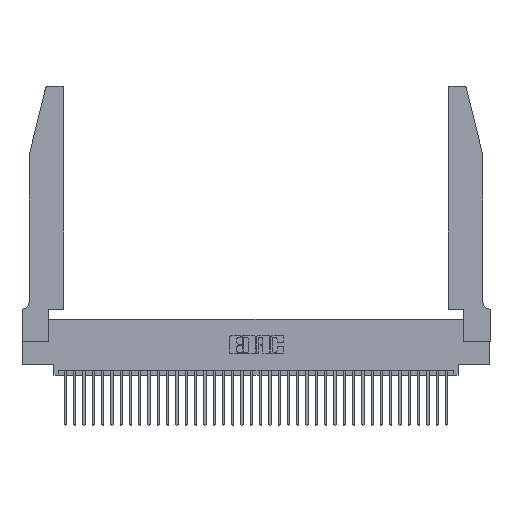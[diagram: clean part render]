
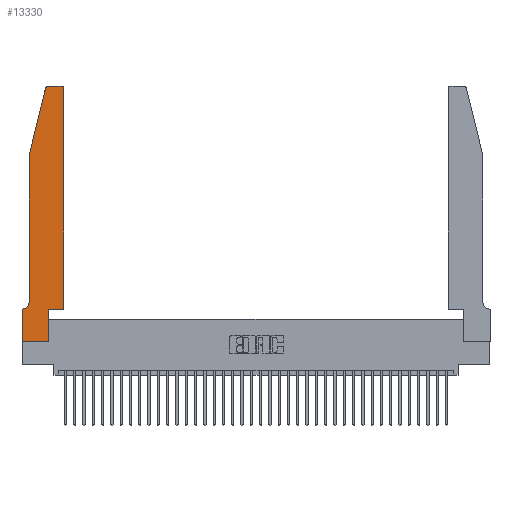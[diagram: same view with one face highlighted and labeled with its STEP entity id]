
A CAD part, top view. The second image highlights one B-rep face of the part: STEP entity #13330.
In plain terms, the highlighted planar face has unit normal (0, 0, 1).
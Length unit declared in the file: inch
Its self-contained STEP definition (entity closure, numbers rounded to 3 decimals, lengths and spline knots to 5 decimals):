
#123 = CARTESIAN_POINT ( 'NONE',  ( 0., 0., 0.37 ) ) ;
#261 = CARTESIAN_POINT ( 'NONE',  ( 0.4205, 2.72, 0.37 ) ) ;
#598 = LINE ( 'NONE', #37856, #12561 ) ;
#1402 = FACE_OUTER_BOUND ( 'NONE', #33575, .T. ) ;
#1665 = VECTOR ( 'NONE', #4852, 39.37008 ) ;
#2366 = AXIS2_PLACEMENT_3D ( 'NONE', #4886, #19640, #16937 ) ;
#2705 = ORIENTED_EDGE ( 'NONE', *, *, #3230, .T. ) ;
#2772 = EDGE_CURVE ( 'NONE', #22988, #3395, #30405, .T. ) ;
#3158 = DIRECTION ( 'NONE',  ( -0.239, -0.971, 0. ) ) ;
#3230 = EDGE_CURVE ( 'NONE', #7140, #22988, #34079, .T. ) ;
#3395 = VERTEX_POINT ( 'NONE', #123 ) ;
#3779 = CARTESIAN_POINT ( 'NONE',  ( 0.2865, 0.35, 0.37 ) ) ;
#4410 = CARTESIAN_POINT ( 'NONE',  ( 0.0755, 2., 0.37 ) ) ;
#4552 = VECTOR ( 'NONE', #35857, 39.37008 ) ;
#4852 = DIRECTION ( 'NONE',  ( 0., 1., 0. ) ) ;
#4865 = EDGE_CURVE ( 'NONE', #17350, #11918, #18409, .T. ) ;
#4886 = CARTESIAN_POINT ( 'NONE',  ( 0.284, 2.72, 0.37 ) ) ;
#4968 = EDGE_CURVE ( 'NONE', #3395, #10148, #21585, .T. ) ;
#5521 = CIRCLE ( 'NONE', #2366, 0.03 ) ;
#6457 = VECTOR ( 'NONE', #23256, 39.37008 ) ;
#7140 = VERTEX_POINT ( 'NONE', #37159 ) ;
#7348 = ORIENTED_EDGE ( 'NONE', *, *, #14713, .T. ) ;
#7590 = EDGE_CURVE ( 'NONE', #12031, #17350, #20958, .T. ) ;
#7664 = CARTESIAN_POINT ( 'NONE',  ( 0.4505, 0.35, 0.37 ) ) ;
#8252 = CARTESIAN_POINT ( 'NONE',  ( 0.284, 2.75, 0.37 ) ) ;
#8362 = CARTESIAN_POINT ( 'NONE',  ( 0.2865, 0.35, 0.37 ) ) ;
#8487 = CARTESIAN_POINT ( 'NONE',  ( 0.0755, 2., 0.37 ) ) ;
#8869 = CARTESIAN_POINT ( 'NONE',  ( 0., 0.35, 0.37 ) ) ;
#9355 = AXIS2_PLACEMENT_3D ( 'NONE', #11134, #31532, #14074 ) ;
#10010 = LINE ( 'NONE', #3779, #4552 ) ;
#10148 = VERTEX_POINT ( 'NONE', #25217 ) ;
#10320 = LINE ( 'NONE', #24325, #20906 ) ;
#10885 = CARTESIAN_POINT ( 'NONE',  ( 0.4205, 2.75, 0.37 ) ) ;
#10969 = VERTEX_POINT ( 'NONE', #8252 ) ;
#11009 = ORIENTED_EDGE ( 'NONE', *, *, #28890, .T. ) ;
#11134 = CARTESIAN_POINT ( 'NONE',  ( 0.0055, 0.42, 0.37 ) ) ;
#11918 = VERTEX_POINT ( 'NONE', #10885 ) ;
#11948 = DIRECTION ( 'NONE',  ( 1., 0., 0. ) ) ;
#12031 = VERTEX_POINT ( 'NONE', #34733 ) ;
#12124 = ORIENTED_EDGE ( 'NONE', *, *, #7590, .T. ) ;
#12413 = ORIENTED_EDGE ( 'NONE', *, *, #28838, .T. ) ;
#12528 = CARTESIAN_POINT ( 'NONE',  ( 0.25487, 2.72718, 0.37 ) ) ;
#12561 = VECTOR ( 'NONE', #29176, 39.37008 ) ;
#13293 = VERTEX_POINT ( 'NONE', #8487 ) ;
#13330 = ADVANCED_FACE ( 'NONE', ( #1402 ), #16950, .T. ) ;
#14074 = DIRECTION ( 'NONE',  ( -1., 0., 0. ) ) ;
#14713 = EDGE_CURVE ( 'NONE', #11918, #10969, #598, .T. ) ;
#14727 = CARTESIAN_POINT ( 'NONE',  ( 0.4505, 2.72, 0.37 ) ) ;
#14893 = DIRECTION ( 'NONE',  ( 1., 0., 0. ) ) ;
#14929 = ORIENTED_EDGE ( 'NONE', *, *, #29113, .T. ) ;
#15143 = ORIENTED_EDGE ( 'NONE', *, *, #2772, .T. ) ;
#15357 = VECTOR ( 'NONE', #3158, 39.37008 ) ;
#15985 = VERTEX_POINT ( 'NONE', #8362 ) ;
#16937 = DIRECTION ( 'NONE',  ( 1., 0., 0. ) ) ;
#16950 = PLANE ( 'NONE',  #17399 ) ;
#17350 = VERTEX_POINT ( 'NONE', #14727 ) ;
#17399 = AXIS2_PLACEMENT_3D ( 'NONE', #8869, #26221, #11948 ) ;
#17734 = ORIENTED_EDGE ( 'NONE', *, *, #37776, .T. ) ;
#18376 = LINE ( 'NONE', #4410, #28883 ) ;
#18409 = CIRCLE ( 'NONE', #20342, 0.03 ) ;
#18897 = DIRECTION ( 'NONE',  ( 0., -1., 0. ) ) ;
#19640 = DIRECTION ( 'NONE',  ( 0., 0., 1. ) ) ;
#20342 = AXIS2_PLACEMENT_3D ( 'NONE', #261, #32393, #14893 ) ;
#20906 = VECTOR ( 'NONE', #35896, 39.37008 ) ;
#20958 = LINE ( 'NONE', #7664, #1665 ) ;
#21585 = LINE ( 'NONE', #25302, #6457 ) ;
#21647 = CARTESIAN_POINT ( 'NONE',  ( 0.0755, 0.42, 0.37 ) ) ;
#21731 = CARTESIAN_POINT ( 'NONE',  ( 0., 0., 0.37 ) ) ;
#21755 = VECTOR ( 'NONE', #25316, 39.37008 ) ;
#22988 = VERTEX_POINT ( 'NONE', #34427 ) ;
#23256 = DIRECTION ( 'NONE',  ( 1., 0., 0. ) ) ;
#24325 = CARTESIAN_POINT ( 'NONE',  ( 0.4505, 0.35, 0.37 ) ) ;
#24556 = ORIENTED_EDGE ( 'NONE', *, *, #36766, .T. ) ;
#25217 = CARTESIAN_POINT ( 'NONE',  ( 0.2865, 0., 0.37 ) ) ;
#25302 = CARTESIAN_POINT ( 'NONE',  ( 0., 0., 0.37 ) ) ;
#25316 = DIRECTION ( 'NONE',  ( 0., -1., 0. ) ) ;
#25406 = VECTOR ( 'NONE', #25455, 39.37008 ) ;
#25455 = DIRECTION ( 'NONE',  ( -1., 0., 0. ) ) ;
#26180 = ORIENTED_EDGE ( 'NONE', *, *, #4865, .T. ) ;
#26221 = DIRECTION ( 'NONE',  ( 0., 0., 1. ) ) ;
#26367 = CIRCLE ( 'NONE', #9355, 0.07 ) ;
#27024 = VERTEX_POINT ( 'NONE', #12528 ) ;
#28515 = CARTESIAN_POINT ( 'NONE',  ( 0.0755, 0.35, 0.37 ) ) ;
#28838 = EDGE_CURVE ( 'NONE', #34923, #7140, #26367, .T. ) ;
#28883 = VECTOR ( 'NONE', #18897, 39.37008 ) ;
#28890 = EDGE_CURVE ( 'NONE', #27024, #13293, #29554, .T. ) ;
#29113 = EDGE_CURVE ( 'NONE', #15985, #12031, #10320, .T. ) ;
#29176 = DIRECTION ( 'NONE',  ( -1., 0., 0. ) ) ;
#29554 = LINE ( 'NONE', #35361, #15357 ) ;
#30247 = ORIENTED_EDGE ( 'NONE', *, *, #35999, .T. ) ;
#30405 = LINE ( 'NONE', #21731, #21755 ) ;
#31532 = DIRECTION ( 'NONE',  ( 0., 0., -1. ) ) ;
#32393 = DIRECTION ( 'NONE',  ( 0., 0., 1. ) ) ;
#33575 = EDGE_LOOP ( 'NONE', ( #7348, #24556, #11009, #30247, #12413, #2705, #15143, #37440, #17734, #14929, #12124, #26180 ) ) ;
#34079 = LINE ( 'NONE', #28515, #25406 ) ;
#34427 = CARTESIAN_POINT ( 'NONE',  ( 0., 0.35, 0.37 ) ) ;
#34733 = CARTESIAN_POINT ( 'NONE',  ( 0.4505, 0.35, 0.37 ) ) ;
#34923 = VERTEX_POINT ( 'NONE', #21647 ) ;
#35361 = CARTESIAN_POINT ( 'NONE',  ( 0.0755, 2., 0.37 ) ) ;
#35857 = DIRECTION ( 'NONE',  ( 0., 1., 0. ) ) ;
#35896 = DIRECTION ( 'NONE',  ( 1., 0., 0. ) ) ;
#35999 = EDGE_CURVE ( 'NONE', #13293, #34923, #18376, .T. ) ;
#36766 = EDGE_CURVE ( 'NONE', #10969, #27024, #5521, .T. ) ;
#37159 = CARTESIAN_POINT ( 'NONE',  ( 0.0055, 0.35, 0.37 ) ) ;
#37440 = ORIENTED_EDGE ( 'NONE', *, *, #4968, .T. ) ;
#37776 = EDGE_CURVE ( 'NONE', #10148, #15985, #10010, .T. ) ;
#37856 = CARTESIAN_POINT ( 'NONE',  ( 0.2605, 2.75, 0.37 ) ) ;
